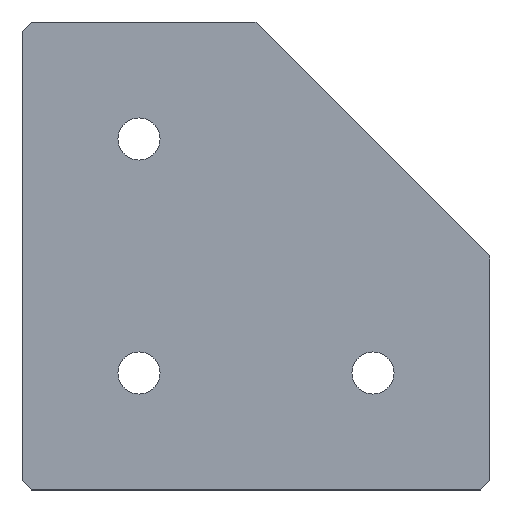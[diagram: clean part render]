
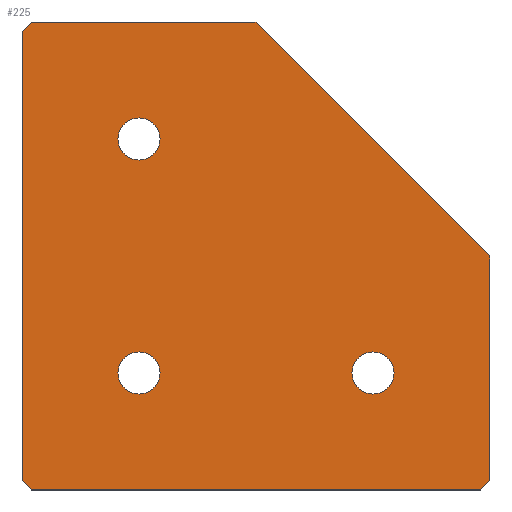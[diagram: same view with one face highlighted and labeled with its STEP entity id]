
A CAD part, top view. The second image highlights one B-rep face of the part: STEP entity #225.
In plain terms, the highlighted planar face has unit normal (0, 0, 1).
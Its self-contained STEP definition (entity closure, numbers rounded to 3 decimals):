
#12 = CARTESIAN_POINT ( 'NONE',  ( 100., -50., 0. ) ) ;
#13 = CARTESIAN_POINT ( 'NONE',  ( 50., 0., 0. ) ) ;
#14 = ORIENTED_EDGE ( 'NONE', *, *, #137, .F. ) ;
#20 = CARTESIAN_POINT ( 'NONE',  ( 25., -20.5, 0. ) ) ;
#21 = VERTEX_POINT ( 'NONE', #61 ) ;
#31 = CIRCLE ( 'NONE', #99, 4.5 ) ;
#42 = DIRECTION ( 'NONE',  ( 0., 0., -1. ) ) ;
#51 = CARTESIAN_POINT ( 'NONE',  ( 75., -79.5, 0. ) ) ;
#57 = DIRECTION ( 'NONE',  ( 0., 0., -1. ) ) ;
#60 = EDGE_LOOP ( 'NONE', ( #437, #440 ) ) ;
#61 = CARTESIAN_POINT ( 'NONE',  ( 2., 0., 0. ) ) ;
#62 = VERTEX_POINT ( 'NONE', #367 ) ;
#64 = EDGE_CURVE ( 'NONE', #193, #135, #547, .T. ) ;
#68 = EDGE_CURVE ( 'NONE', #426, #221, #527, .T. ) ;
#75 = DIRECTION ( 'NONE',  ( 0., 1., 0. ) ) ;
#78 = CARTESIAN_POINT ( 'NONE',  ( 0., -98., 0. ) ) ;
#85 = DIRECTION ( 'NONE',  ( 0., 1., 0. ) ) ;
#88 = VERTEX_POINT ( 'NONE', #191 ) ;
#92 = ORIENTED_EDGE ( 'NONE', *, *, #94, .T. ) ;
#94 = EDGE_CURVE ( 'NONE', #314, #135, #513, .T. ) ;
#99 = AXIS2_PLACEMENT_3D ( 'NONE', #556, #462, #181 ) ;
#101 = EDGE_CURVE ( 'NONE', #221, #426, #31, .T. ) ;
#105 = LINE ( 'NONE', #285, #106 ) ;
#106 = VECTOR ( 'NONE', #158, 1000. ) ;
#116 = AXIS2_PLACEMENT_3D ( 'NONE', #515, #553, #259 ) ;
#118 = CARTESIAN_POINT ( 'NONE',  ( 100., -100., 0. ) ) ;
#123 = VECTOR ( 'NONE', #266, 1000. ) ;
#128 = CARTESIAN_POINT ( 'NONE',  ( 0., -2., 0. ) ) ;
#131 = FACE_BOUND ( 'NONE', #236, .T. ) ;
#134 = DIRECTION ( 'NONE',  ( 0., 1., 0. ) ) ;
#135 = VERTEX_POINT ( 'NONE', #261 ) ;
#136 = CARTESIAN_POINT ( 'NONE',  ( 98., -100., 0. ) ) ;
#137 = EDGE_CURVE ( 'NONE', #197, #230, #480, .T. ) ;
#142 = ORIENTED_EDGE ( 'NONE', *, *, #161, .T. ) ;
#151 = AXIS2_PLACEMENT_3D ( 'NONE', #300, #310, #85 ) ;
#156 = VERTEX_POINT ( 'NONE', #13 ) ;
#158 = DIRECTION ( 'NONE',  ( 0.707, -0.707, 0. ) ) ;
#159 = VECTOR ( 'NONE', #407, 1000. ) ;
#161 = EDGE_CURVE ( 'NONE', #274, #88, #296, .T. ) ;
#173 = ORIENTED_EDGE ( 'NONE', *, *, #331, .T. ) ;
#176 = AXIS2_PLACEMENT_3D ( 'NONE', #420, #42, #269 ) ;
#178 = ORIENTED_EDGE ( 'NONE', *, *, #532, .T. ) ;
#179 = DIRECTION ( 'NONE',  ( 0., 0., -1. ) ) ;
#181 = DIRECTION ( 'NONE',  ( 0., 1., 0. ) ) ;
#191 = CARTESIAN_POINT ( 'NONE',  ( 75., -70.5, 0. ) ) ;
#192 = CIRCLE ( 'NONE', #176, 4.5 ) ;
#193 = VERTEX_POINT ( 'NONE', #499 ) ;
#197 = VERTEX_POINT ( 'NONE', #78 ) ;
#200 = CIRCLE ( 'NONE', #416, 4.5 ) ;
#204 = EDGE_CURVE ( 'NONE', #345, #62, #318, .T. ) ;
#210 = DIRECTION ( 'NONE',  ( -0.707, -0.707, 0. ) ) ;
#215 = VECTOR ( 'NONE', #551, 1000. ) ;
#220 = CARTESIAN_POINT ( 'NONE',  ( 25., -25., 0. ) ) ;
#221 = VERTEX_POINT ( 'NONE', #250 ) ;
#223 = LINE ( 'NONE', #385, #472 ) ;
#224 = CARTESIAN_POINT ( 'NONE',  ( 2., -100., 0. ) ) ;
#225 = ADVANCED_FACE ( 'NONE', ( #337, #131, #309, #339 ), #268, .T. ) ;
#230 = VERTEX_POINT ( 'NONE', #128 ) ;
#231 = CARTESIAN_POINT ( 'NONE',  ( 25., -79.5, 0. ) ) ;
#232 = DIRECTION ( 'NONE',  ( 0., 1., 0. ) ) ;
#233 = ORIENTED_EDGE ( 'NONE', *, *, #278, .F. ) ;
#236 = EDGE_LOOP ( 'NONE', ( #503, #353 ) ) ;
#247 = CARTESIAN_POINT ( 'NONE',  ( 0., -100., 0. ) ) ;
#250 = CARTESIAN_POINT ( 'NONE',  ( 25., -70.5, 0. ) ) ;
#259 = DIRECTION ( 'NONE',  ( 1., 0., 0. ) ) ;
#260 = CARTESIAN_POINT ( 'NONE',  ( 25., -25., 0. ) ) ;
#261 = CARTESIAN_POINT ( 'NONE',  ( 100., -98., 0. ) ) ;
#266 = DIRECTION ( 'NONE',  ( 0.707, 0.707, 0. ) ) ;
#268 = PLANE ( 'NONE',  #116 ) ;
#269 = DIRECTION ( 'NONE',  ( 0., 1., 0. ) ) ;
#274 = VERTEX_POINT ( 'NONE', #51 ) ;
#277 = ORIENTED_EDGE ( 'NONE', *, *, #64, .F. ) ;
#278 = EDGE_CURVE ( 'NONE', #21, #156, #223, .T. ) ;
#285 = CARTESIAN_POINT ( 'NONE',  ( -49., -49., 0. ) ) ;
#287 = LINE ( 'NONE', #365, #441 ) ;
#288 = LINE ( 'NONE', #247, #159 ) ;
#296 = CIRCLE ( 'NONE', #404, 4.5 ) ;
#300 = CARTESIAN_POINT ( 'NONE',  ( 25., -75., 0. ) ) ;
#308 = ORIENTED_EDGE ( 'NONE', *, *, #543, .T. ) ;
#309 = FACE_BOUND ( 'NONE', #544, .T. ) ;
#310 = DIRECTION ( 'NONE',  ( 0., 0., -1. ) ) ;
#314 = VERTEX_POINT ( 'NONE', #136 ) ;
#318 = CIRCLE ( 'NONE', #519, 4.5 ) ;
#331 = EDGE_CURVE ( 'NONE', #88, #274, #192, .T. ) ;
#335 = EDGE_CURVE ( 'NONE', #156, #193, #430, .T. ) ;
#337 = FACE_BOUND ( 'NONE', #60, .T. ) ;
#338 = DIRECTION ( 'NONE',  ( 0., 0., -1. ) ) ;
#339 = FACE_OUTER_BOUND ( 'NONE', #397, .T. ) ;
#344 = CARTESIAN_POINT ( 'NONE',  ( 0., 0., 0. ) ) ;
#345 = VERTEX_POINT ( 'NONE', #20 ) ;
#353 = ORIENTED_EDGE ( 'NONE', *, *, #450, .T. ) ;
#365 = CARTESIAN_POINT ( 'NONE',  ( 1., -1., 0. ) ) ;
#367 = CARTESIAN_POINT ( 'NONE',  ( 25., -29.5, 0. ) ) ;
#370 = DIRECTION ( 'NONE',  ( 0., 1., 0. ) ) ;
#373 = DIRECTION ( 'NONE',  ( 1., 0., 0. ) ) ;
#382 = CARTESIAN_POINT ( 'NONE',  ( 99., -99., 0. ) ) ;
#385 = CARTESIAN_POINT ( 'NONE',  ( 50., 0., 0. ) ) ;
#387 = ORIENTED_EDGE ( 'NONE', *, *, #335, .F. ) ;
#397 = EDGE_LOOP ( 'NONE', ( #233, #308, #14, #178, #535, #92, #277, #387 ) ) ;
#403 = VERTEX_POINT ( 'NONE', #224 ) ;
#404 = AXIS2_PLACEMENT_3D ( 'NONE', #436, #57, #232 ) ;
#406 = VECTOR ( 'NONE', #134, 1000. ) ;
#407 = DIRECTION ( 'NONE',  ( -1., 0., 0. ) ) ;
#416 = AXIS2_PLACEMENT_3D ( 'NONE', #260, #338, #370 ) ;
#420 = CARTESIAN_POINT ( 'NONE',  ( 75., -75., 0. ) ) ;
#426 = VERTEX_POINT ( 'NONE', #231 ) ;
#430 = LINE ( 'NONE', #12, #486 ) ;
#436 = CARTESIAN_POINT ( 'NONE',  ( 75., -75., 0. ) ) ;
#437 = ORIENTED_EDGE ( 'NONE', *, *, #101, .T. ) ;
#439 = DIRECTION ( 'NONE',  ( 0.707, -0.707, 0. ) ) ;
#440 = ORIENTED_EDGE ( 'NONE', *, *, #68, .T. ) ;
#441 = VECTOR ( 'NONE', #210, 1000. ) ;
#450 = EDGE_CURVE ( 'NONE', #62, #345, #200, .T. ) ;
#462 = DIRECTION ( 'NONE',  ( 0., 0., -1. ) ) ;
#472 = VECTOR ( 'NONE', #373, 1000. ) ;
#480 = LINE ( 'NONE', #344, #406 ) ;
#486 = VECTOR ( 'NONE', #439, 1000. ) ;
#499 = CARTESIAN_POINT ( 'NONE',  ( 100., -50., 0. ) ) ;
#503 = ORIENTED_EDGE ( 'NONE', *, *, #204, .T. ) ;
#513 = LINE ( 'NONE', #382, #123 ) ;
#515 = CARTESIAN_POINT ( 'NONE',  ( 0., 0., 0. ) ) ;
#519 = AXIS2_PLACEMENT_3D ( 'NONE', #220, #179, #75 ) ;
#527 = CIRCLE ( 'NONE', #151, 4.5 ) ;
#532 = EDGE_CURVE ( 'NONE', #197, #403, #105, .T. ) ;
#535 = ORIENTED_EDGE ( 'NONE', *, *, #549, .F. ) ;
#543 = EDGE_CURVE ( 'NONE', #21, #230, #287, .T. ) ;
#544 = EDGE_LOOP ( 'NONE', ( #173, #142 ) ) ;
#547 = LINE ( 'NONE', #118, #215 ) ;
#549 = EDGE_CURVE ( 'NONE', #314, #403, #288, .T. ) ;
#551 = DIRECTION ( 'NONE',  ( 0., -1., 0. ) ) ;
#553 = DIRECTION ( 'NONE',  ( 0., 0., 1. ) ) ;
#556 = CARTESIAN_POINT ( 'NONE',  ( 25., -75., 0. ) ) ;
